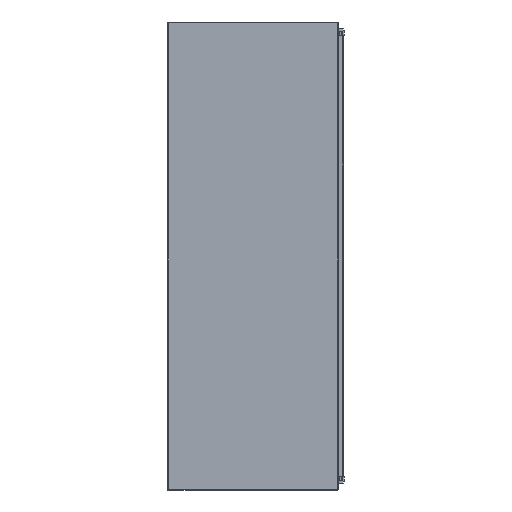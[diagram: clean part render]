
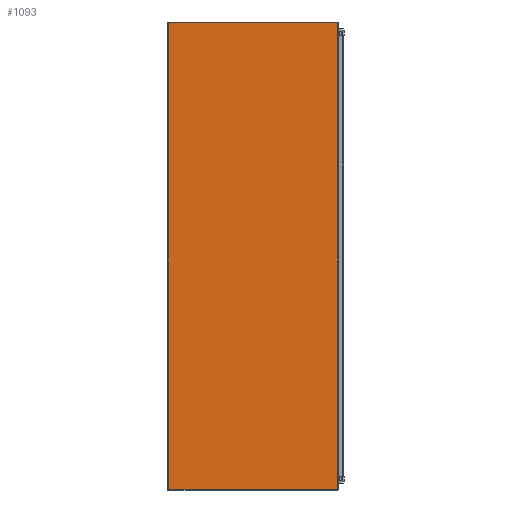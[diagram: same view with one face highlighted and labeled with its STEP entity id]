
A CAD part, top view. The second image highlights one B-rep face of the part: STEP entity #1093.
In plain terms, the highlighted planar face has unit normal (0, 0, 1).
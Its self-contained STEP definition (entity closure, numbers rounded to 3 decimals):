
#1093=ADVANCED_FACE('',(#2378),#2379,.T.);
#2378=FACE_OUTER_BOUND('',#3894,.T.);
#2379=PLANE('',#3895);
#3894=EDGE_LOOP('',(#7022,#7023,#7024,#7025));
#3895=AXIS2_PLACEMENT_3D('',#7026,#7027,#7028);
#7022=ORIENTED_EDGE('',*,*,#10267,.F.);
#7023=ORIENTED_EDGE('',*,*,#10346,.T.);
#7024=ORIENTED_EDGE('',*,*,#10286,.T.);
#7025=ORIENTED_EDGE('',*,*,#10348,.F.);
#7026=CARTESIAN_POINT('',(16.0,1046.0,28.973));
#7027=DIRECTION('',(0.0,0.0,1.0));
#7028=DIRECTION('',(1.0,-0.0,0.0));
#10267=EDGE_CURVE('',#12577,#12579,#12580,.T.);
#10286=EDGE_CURVE('',#12593,#12614,#12616,.T.);
#10346=EDGE_CURVE('',#12577,#12593,#12706,.T.);
#10348=EDGE_CURVE('',#12579,#12614,#12708,.T.);
#12577=VERTEX_POINT('',#15959);
#12579=VERTEX_POINT('',#15961);
#12580=LINE('',#15962,#15963);
#12593=VERTEX_POINT('',#15979);
#12614=VERTEX_POINT('',#16033);
#12616=LINE('',#16035,#16036);
#12706=LINE('',#16160,#16161);
#12708=LINE('',#16163,#16164);
#15959=CARTESIAN_POINT('',(506.5,1394.0,28.973));
#15961=CARTESIAN_POINT('',(506.5,2.0,28.973));
#15962=CARTESIAN_POINT('',(506.5,698.0,28.973));
#15963=VECTOR('',#18915,1.0);
#15979=CARTESIAN_POINT('',(2.,1394.0,28.973));
#16033=CARTESIAN_POINT('',(2.,2.0,28.973));
#16035=CARTESIAN_POINT('',(2.,698.0,28.973));
#16036=VECTOR('',#18943,1.0);
#16160=CARTESIAN_POINT('',(254.75,1394.0,28.973));
#16161=VECTOR('',#19017,1.0);
#16163=CARTESIAN_POINT('',(254.75,2.,28.973));
#16164=VECTOR('',#19018,1.0);
#18915=DIRECTION('',(0.0,-1.0,0.0));
#18943=DIRECTION('',(0.0,-1.0,0.0));
#19017=DIRECTION('',(-1.0,0.0,0.0));
#19018=DIRECTION('',(-1.0,0.0,0.0));
